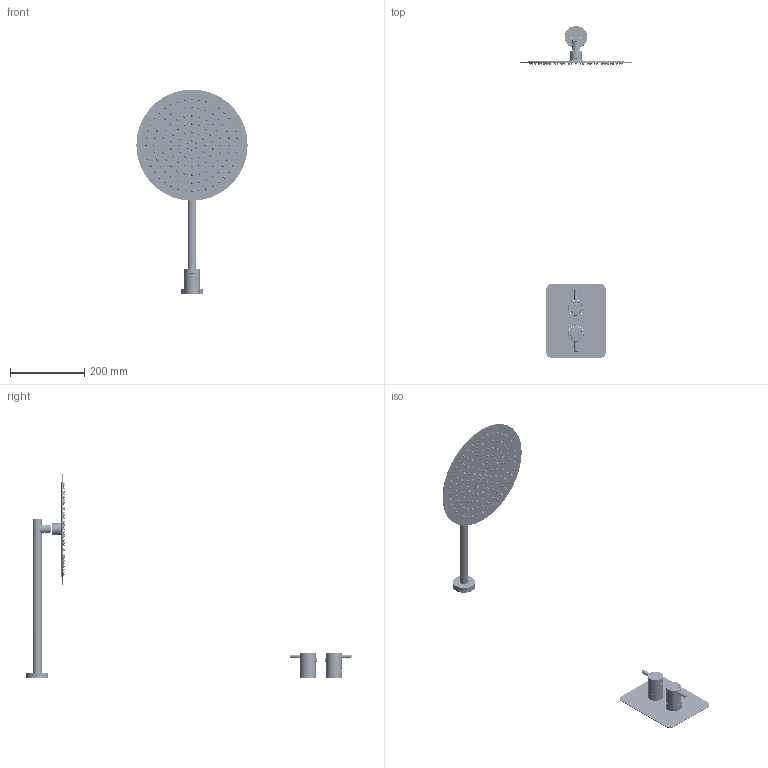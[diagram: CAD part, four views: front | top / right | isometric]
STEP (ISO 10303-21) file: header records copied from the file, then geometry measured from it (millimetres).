
FILE_DESCRIPTION (( 'STEP AP203' ), '1' );
FILE_NAME ('39DP09475.STEP', '2025-08-25T08:31:31', ( '' ), ( '' ), 'SwSTEP 2.0', 'SolidWorks 2021', '' );
FILE_SCHEMA (( 'CONFIG_CONTROL_DESIGN' ));
Products named in the file (1): 39DP09475
Bounding box: 300 x 895.22 x 552.72 mm (x, y, z)
Surface area: 613263.5 mm2 (no closed solid volume)
Topology: 0 solids, 22 shells, 2920 faces, 6974 edges, 4674 vertices
Faces by surface type: bspline 940, plane 878, cylinder 705, cone 348, torus 37, sphere 12
Full cylindrical faces by diameter (mm): 1.2 x132, 3.1 x4, 3.3 x3, 4 x265, 4.15 x2, 4.65 x2, 5.8 x132, 7 x1, 10 x2, 10.2 x2, 14 x1, 16.45 x2, 18 x2, 18.1 x1, 19 x1, 19.1 x4, 20 x1, 20.45 x3, 21.3 x1, 23 x2, 23.5 x1, 24 x1, 24.41 x1, 25.6 x2, 26.3 x1, 26.7 x7, 28.6 x2, 29 x1, 30.5 x1, 31 x2
Entity records: 116024 total; most frequent: CARTESIAN_POINT 61449, DIRECTION 9848, ORIENTED_EDGE 9536, EDGE_LOOP 5641, EDGE_CURVE 4770, AXIS2_PLACEMENT_3D 4445, FACE_OUTER_BOUND 4186, VERTEX_POINT 4061
